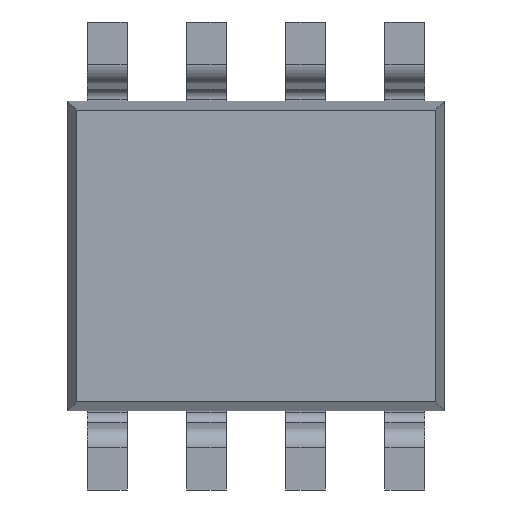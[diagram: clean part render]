
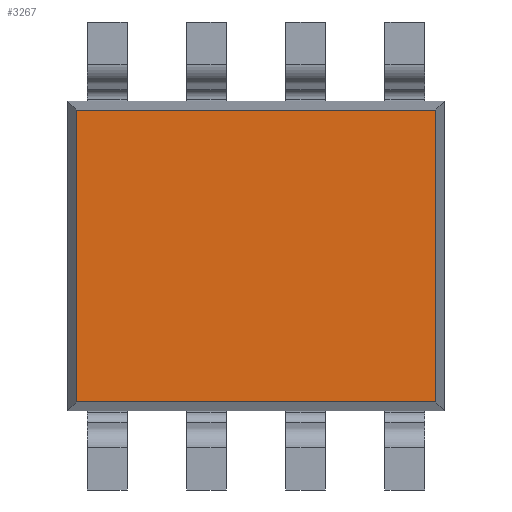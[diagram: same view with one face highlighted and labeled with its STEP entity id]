
A CAD part, front view. The second image highlights one B-rep face of the part: STEP entity #3267.
In plain terms, the highlighted planar face has unit normal (0, -1, 0).
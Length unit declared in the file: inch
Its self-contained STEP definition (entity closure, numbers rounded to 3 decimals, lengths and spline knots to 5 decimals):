
#249 = FACE_OUTER_BOUND ( 'NONE', #1579, .T. ) ;
#323 = VECTOR ( 'NONE', #1351, 39.37008 ) ;
#515 = CARTESIAN_POINT ( 'NONE',  ( 0.02, 0.007, 0.07359 ) ) ;
#1351 = DIRECTION ( 'NONE',  ( 1., 0., 0. ) ) ;
#1387 = VERTEX_POINT ( 'NONE', #5955 ) ;
#1579 = EDGE_LOOP ( 'NONE', ( #5941, #11315, #2779, #5871 ) ) ;
#2083 = DIRECTION ( 'NONE',  ( 0., 0., 1. ) ) ;
#2263 = LINE ( 'NONE', #5876, #6681 ) ;
#2502 = VECTOR ( 'NONE', #6879, 39.37008 ) ;
#2777 = VERTEX_POINT ( 'NONE', #5501 ) ;
#2779 = ORIENTED_EDGE ( 'NONE', *, *, #6933, .F. ) ;
#2781 = DIRECTION ( 'NONE',  ( 0., 0., 1. ) ) ;
#3267 = ADVANCED_FACE ( 'NONE', ( #249 ), #8869, .F. ) ;
#3297 = DIRECTION ( 'NONE',  ( -1., 0., 0. ) ) ;
#3482 = CARTESIAN_POINT ( 'NONE',  ( -0.16559, 0.007, -0.07359 ) ) ;
#3747 = CARTESIAN_POINT ( 'NONE',  ( 0.02, 0.007, -0.078 ) ) ;
#3962 = LINE ( 'NONE', #515, #323 ) ;
#4266 = EDGE_CURVE ( 'NONE', #7662, #8796, #2263, .T. ) ;
#4518 = CARTESIAN_POINT ( 'NONE',  ( -0.16559, 0.007, -0.078 ) ) ;
#5501 = CARTESIAN_POINT ( 'NONE',  ( 0.01559, 0.007, 0.07359 ) ) ;
#5871 = ORIENTED_EDGE ( 'NONE', *, *, #6587, .F. ) ;
#5876 = CARTESIAN_POINT ( 'NONE',  ( 0.02, 0.007, -0.07359 ) ) ;
#5941 = ORIENTED_EDGE ( 'NONE', *, *, #7827, .F. ) ;
#5955 = CARTESIAN_POINT ( 'NONE',  ( -0.16559, 0.007, 0.07359 ) ) ;
#6437 = DIRECTION ( 'NONE',  ( 0., 1., 0. ) ) ;
#6587 = EDGE_CURVE ( 'NONE', #1387, #2777, #3962, .T. ) ;
#6681 = VECTOR ( 'NONE', #3297, 39.37008 ) ;
#6721 = AXIS2_PLACEMENT_3D ( 'NONE', #3747, #6437, #2083 ) ;
#6879 = DIRECTION ( 'NONE',  ( 0., 0., -1. ) ) ;
#6933 = EDGE_CURVE ( 'NONE', #2777, #7662, #11194, .T. ) ;
#7320 = LINE ( 'NONE', #4518, #9572 ) ;
#7662 = VERTEX_POINT ( 'NONE', #9026 ) ;
#7827 = EDGE_CURVE ( 'NONE', #8796, #1387, #7320, .T. ) ;
#8796 = VERTEX_POINT ( 'NONE', #3482 ) ;
#8869 = PLANE ( 'NONE',  #6721 ) ;
#9026 = CARTESIAN_POINT ( 'NONE',  ( 0.01559, 0.007, -0.07359 ) ) ;
#9572 = VECTOR ( 'NONE', #2781, 39.37008 ) ;
#10447 = CARTESIAN_POINT ( 'NONE',  ( 0.01559, 0.007, -0.078 ) ) ;
#11194 = LINE ( 'NONE', #10447, #2502 ) ;
#11315 = ORIENTED_EDGE ( 'NONE', *, *, #4266, .F. ) ;
